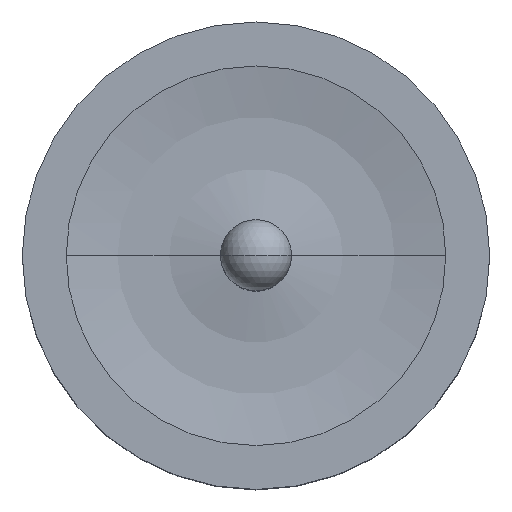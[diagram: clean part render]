
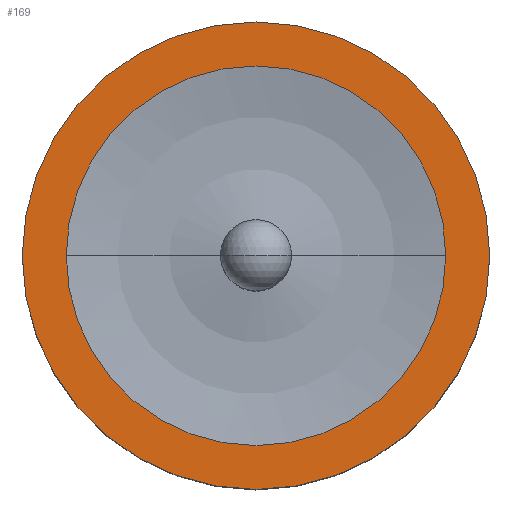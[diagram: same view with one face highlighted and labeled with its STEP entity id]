
A CAD part, top view. The second image highlights one B-rep face of the part: STEP entity #169.
In plain terms, the highlighted planar face has unit normal (0, 0, 1).
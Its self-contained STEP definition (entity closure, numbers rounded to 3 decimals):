
#69 = AXIS2_PLACEMENT_3D ( 'NONE', #90, #469, #556 ) ;
#79 = CARTESIAN_POINT ( 'NONE',  ( 1.25, 0., -1.82 ) ) ;
#82 = CARTESIAN_POINT ( 'NONE',  ( 0., 0., -1.82 ) ) ;
#88 = CIRCLE ( 'NONE', #523, 1.25 ) ;
#90 = CARTESIAN_POINT ( 'NONE',  ( 0., 0., -1.82 ) ) ;
#110 = CARTESIAN_POINT ( 'NONE',  ( -1.015, 0., -1.82 ) ) ;
#123 = DIRECTION ( 'NONE',  ( 0., 0., 1. ) ) ;
#137 = VERTEX_POINT ( 'NONE', #79 ) ;
#144 = CARTESIAN_POINT ( 'NONE',  ( -1.25, 0., -1.82 ) ) ;
#169 = ADVANCED_FACE ( 'NONE', ( #216, #399 ), #223, .T. ) ;
#180 = AXIS2_PLACEMENT_3D ( 'NONE', #190, #260, #542 ) ;
#190 = CARTESIAN_POINT ( 'NONE',  ( 0., 0., -1.82 ) ) ;
#193 = DIRECTION ( 'NONE',  ( 0., 0., 1. ) ) ;
#197 = EDGE_LOOP ( 'NONE', ( #521, #347 ) ) ;
#198 = DIRECTION ( 'NONE',  ( 0., 0., 1. ) ) ;
#216 = FACE_BOUND ( 'NONE', #197, .T. ) ;
#223 = PLANE ( 'NONE',  #465 ) ;
#231 = VERTEX_POINT ( 'NONE', #241 ) ;
#241 = CARTESIAN_POINT ( 'NONE',  ( 1.015, 0., -1.82 ) ) ;
#243 = EDGE_CURVE ( 'NONE', #320, #231, #577, .T. ) ;
#260 = DIRECTION ( 'NONE',  ( 0., 0., 1. ) ) ;
#270 = DIRECTION ( 'NONE',  ( 1., 0., 0. ) ) ;
#320 = VERTEX_POINT ( 'NONE', #110 ) ;
#346 = EDGE_CURVE ( 'NONE', #231, #320, #429, .T. ) ;
#347 = ORIENTED_EDGE ( 'NONE', *, *, #243, .F. ) ;
#354 = AXIS2_PLACEMENT_3D ( 'NONE', #82, #123, #356 ) ;
#356 = DIRECTION ( 'NONE',  ( 1., 0., 0. ) ) ;
#399 = FACE_OUTER_BOUND ( 'NONE', #432, .T. ) ;
#402 = EDGE_CURVE ( 'NONE', #481, #137, #407, .T. ) ;
#407 = CIRCLE ( 'NONE', #354, 1.25 ) ;
#419 = DIRECTION ( 'NONE',  ( 1., 0., 0. ) ) ;
#426 = CARTESIAN_POINT ( 'NONE',  ( 0., 0., -1.82 ) ) ;
#429 = CIRCLE ( 'NONE', #180, 1.015 ) ;
#432 = EDGE_LOOP ( 'NONE', ( #507, #510 ) ) ;
#465 = AXIS2_PLACEMENT_3D ( 'NONE', #426, #198, #270 ) ;
#469 = DIRECTION ( 'NONE',  ( 0., 0., 1. ) ) ;
#480 = EDGE_CURVE ( 'NONE', #137, #481, #88, .T. ) ;
#481 = VERTEX_POINT ( 'NONE', #144 ) ;
#507 = ORIENTED_EDGE ( 'NONE', *, *, #480, .T. ) ;
#510 = ORIENTED_EDGE ( 'NONE', *, *, #402, .T. ) ;
#521 = ORIENTED_EDGE ( 'NONE', *, *, #346, .F. ) ;
#523 = AXIS2_PLACEMENT_3D ( 'NONE', #551, #193, #419 ) ;
#542 = DIRECTION ( 'NONE',  ( 1., 0., 0. ) ) ;
#551 = CARTESIAN_POINT ( 'NONE',  ( 0., 0., -1.82 ) ) ;
#556 = DIRECTION ( 'NONE',  ( 1., 0., 0. ) ) ;
#577 = CIRCLE ( 'NONE', #69, 1.015 ) ;
